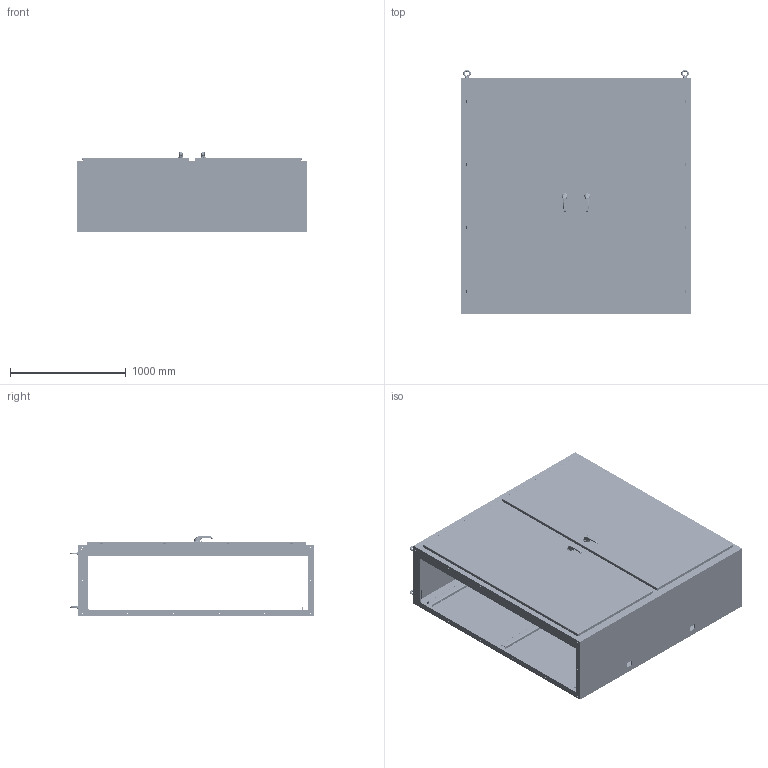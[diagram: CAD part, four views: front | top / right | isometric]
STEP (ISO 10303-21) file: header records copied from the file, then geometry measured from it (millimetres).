
FILE_DESCRIPTION (( 'STEP AP214' ), '1' );
FILE_NAME ('SCE-N80CU7824.STEP', '2024-06-18T13:55:57', ( '' ), ( '' ), 'SwSTEP 2.0', 'SolidWorks 2023', '' );
FILE_SCHEMA (( 'AUTOMOTIVE_DESIGN' ));
Length unit declared in the file: inch
Products named in the file (1): SCE-N80CU7824
Bounding box: 1974.85 x 2106.68 x 686.97 mm (x, y, z)
Volume: 34797802.4 mm3; surface area: 26028489.5 mm2
Topology: 49 solids, 57 shells, 8424 faces, 21690 edges, 13378 vertices
Faces by surface type: plane 3374, cylinder 2741, bspline 1923, cone 218, torus 168
Full cylindrical faces by diameter (mm): 1.016 x8, 3.978 x8, 4.318 x40, 4.978 x32, 5.016 x4, 5.207 x16, 5.232 x16, 5.537 x8, 6.096 x16, 6.198 x16, 6.35 x16, 9.525 x20, 10.323 x16, 11.112 x14, 11.113 x10, 15.24 x4, 16 x2, 22 x2, 29.8 x4
Entity records: 395672 total; most frequent: CARTESIAN_POINT 207663, ORIENTED_EDGE 41720, DIRECTION 34548, EDGE_CURVE 20860, VERTEX_POINT 13166, AXIS2_PLACEMENT_3D 12186, LINE 10176, VECTOR 10176
